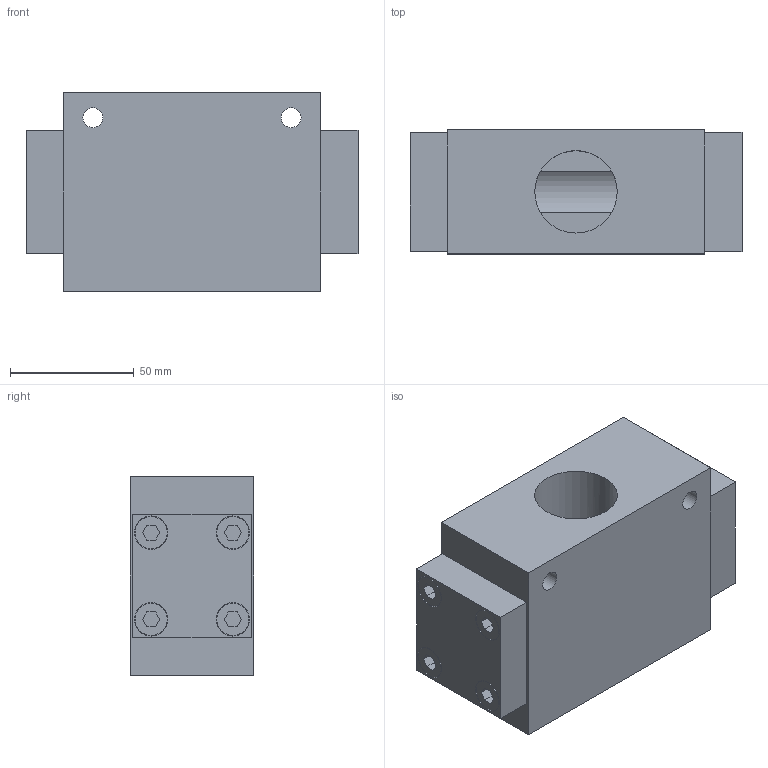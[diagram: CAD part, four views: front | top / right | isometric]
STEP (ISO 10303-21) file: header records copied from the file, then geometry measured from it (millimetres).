
FILE_DESCRIPTION( ( 'STEP AP214' ), '1' );
FILE_NAME( 'FLOW DIVIDER HAWE TQ 54.stp', '2019-09-16T11:10:42', ( '' ), ( '' ), ' ', 'PARTsolutions', ' ' );
FILE_SCHEMA( ( 'AUTOMOTIVE_DESIGN { 1 0 10303 214 1 1 1 1 }' ) );
Length unit declared in the file: millimetre
Products named in the file (4): 250144095 HAWE TQ 54 A.; _HAWE TQ 54 A.; _HAWE Platte 7381 218; _HAWE ZylSc DIN912 M8x16
Assembly tree (11 placements, depth 2):
  250144095 HAWE TQ 54 A.
    _HAWE TQ 54 A.
    _HAWE Platte 7381 218  x2
    _HAWE ZylSc DIN912 M8x16  x8
Bounding box: 134 x 50 x 80 mm (x, y, z)
Volume: 363785.5 mm3; surface area: 83433.3 mm2
Topology: 11 solids, 11 shells, 180 faces, 364 edges, 248 vertices
Faces by surface type: plane 126, cylinder 52, cone 2
Full cylindrical faces by diameter (mm): 8 x18, 8.4 x8, 13 x8, 13.5 x8, 26 x1, 26.44 x2, 27 x2, 29.6 x2, 33.25 x1, 36.8 x2
Entity records: 2396 total; most frequent: CARTESIAN_POINT 322, DIRECTION 322, ORIENTED_EDGE 206, AXIS2_PLACEMENT_3D 139, EDGE_LOOP 134, EDGE_CURVE 103, FACE_OUTER_BOUND 97, VERTEX_POINT 87
